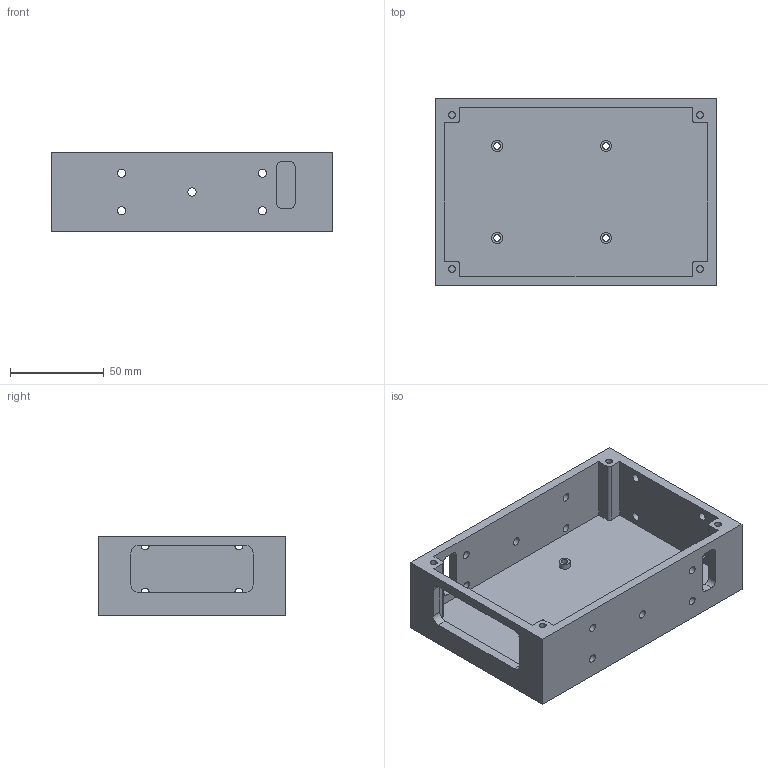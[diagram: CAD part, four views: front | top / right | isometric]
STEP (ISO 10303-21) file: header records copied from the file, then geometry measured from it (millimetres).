
FILE_DESCRIPTION(('FreeCAD Model'),'2;1');
FILE_NAME('Open CASCADE Shape Model','2025-02-25T11:17:21',(''),(''), 'Open CASCADE STEP processor 7.7','FreeCAD','Unknown');
FILE_SCHEMA(('AUTOMOTIVE_DESIGN { 1 0 10303 214 1 1 1 1 }'));
Length unit declared in the file: millimetre
Products named in the file (1): Body
Bounding box: 150 x 100 x 42.5 mm (x, y, z)
Volume: 192383.2 mm3; surface area: 67317.3 mm2
Topology: 1 solids, 1 shells, 81 faces, 210 edges, 140 vertices
Faces by surface type: cylinder 42, plane 39
Full cylindrical faces by diameter (mm): 3.5 x4, 3.6 x4, 4.35 x14, 6 x4
Entity records: 2610 total; most frequent: DIRECTION 454, CARTESIAN_POINT 436, ORIENTED_EDGE 420, EDGE_CURVE 210, AXIS2_PLACEMENT_3D 166, VERTEX_POINT 140, FACE_BOUND 132, EDGE_LOOP 132
